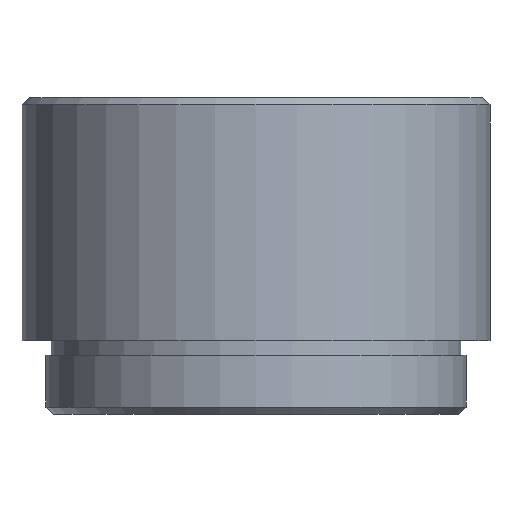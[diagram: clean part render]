
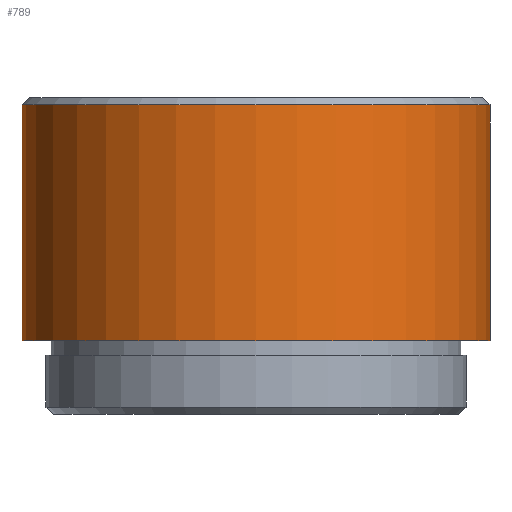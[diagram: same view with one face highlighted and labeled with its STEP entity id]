
A CAD part, front view. The second image highlights one B-rep face of the part: STEP entity #789.
In plain terms, the highlighted cylindrical face has radius 15.878 mm (diameter 31.756 mm), a partial arc.
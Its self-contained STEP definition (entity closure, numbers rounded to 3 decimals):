
#76 = DIRECTION ( 'NONE',  ( 0., 0., -1. ) ) ;
#127 = DIRECTION ( 'NONE',  ( 0., 0., -1. ) ) ;
#194 = VERTEX_POINT ( 'NONE', #1678 ) ;
#306 = AXIS2_PLACEMENT_3D ( 'NONE', #1442, #1337, #1463 ) ;
#336 = LINE ( 'NONE', #1255, #1658 ) ;
#451 = AXIS2_PLACEMENT_3D ( 'NONE', #1697, #509, #1193 ) ;
#457 = CARTESIAN_POINT ( 'NONE',  ( 0., 0., 21. ) ) ;
#459 = ORIENTED_EDGE ( 'NONE', *, *, #1088, .T. ) ;
#509 = DIRECTION ( 'NONE',  ( 0., 0., -1. ) ) ;
#532 = VERTEX_POINT ( 'NONE', #808 ) ;
#580 = ORIENTED_EDGE ( 'NONE', *, *, #607, .T. ) ;
#607 = EDGE_CURVE ( 'NONE', #920, #532, #651, .T. ) ;
#642 = CARTESIAN_POINT ( 'NONE',  ( 15.878, 0., 21.5 ) ) ;
#651 = CIRCLE ( 'NONE', #1401, 15.878 ) ;
#696 = VERTEX_POINT ( 'NONE', #1686 ) ;
#726 = DIRECTION ( 'NONE',  ( 1., 0., 0. ) ) ;
#789 = ADVANCED_FACE ( 'NONE', ( #934 ), #1043, .T. ) ;
#808 = CARTESIAN_POINT ( 'NONE',  ( -15.878, 0., 21. ) ) ;
#810 = EDGE_LOOP ( 'NONE', ( #1296, #580, #459, #1092 ) ) ;
#855 = EDGE_CURVE ( 'NONE', #194, #696, #1035, .T. ) ;
#920 = VERTEX_POINT ( 'NONE', #1541 ) ;
#934 = FACE_OUTER_BOUND ( 'NONE', #810, .T. ) ;
#1035 = CIRCLE ( 'NONE', #451, 15.878 ) ;
#1043 = CYLINDRICAL_SURFACE ( 'NONE', #306, 15.878 ) ;
#1088 = EDGE_CURVE ( 'NONE', #532, #696, #336, .T. ) ;
#1092 = ORIENTED_EDGE ( 'NONE', *, *, #855, .F. ) ;
#1139 = VECTOR ( 'NONE', #127, 1000. ) ;
#1140 = LINE ( 'NONE', #642, #1139 ) ;
#1143 = EDGE_CURVE ( 'NONE', #920, #194, #1140, .T. ) ;
#1193 = DIRECTION ( 'NONE',  ( -1., 0., 0. ) ) ;
#1255 = CARTESIAN_POINT ( 'NONE',  ( -15.878, 0., 21.5 ) ) ;
#1296 = ORIENTED_EDGE ( 'NONE', *, *, #1143, .F. ) ;
#1337 = DIRECTION ( 'NONE',  ( 0., 0., -1. ) ) ;
#1401 = AXIS2_PLACEMENT_3D ( 'NONE', #457, #1663, #726 ) ;
#1442 = CARTESIAN_POINT ( 'NONE',  ( 0., 0., 21.5 ) ) ;
#1463 = DIRECTION ( 'NONE',  ( -1., 0., 0. ) ) ;
#1541 = CARTESIAN_POINT ( 'NONE',  ( 15.878, 0., 21. ) ) ;
#1658 = VECTOR ( 'NONE', #76, 1000. ) ;
#1663 = DIRECTION ( 'NONE',  ( 0., 0., -1. ) ) ;
#1678 = CARTESIAN_POINT ( 'NONE',  ( 15.878, 0., 5. ) ) ;
#1686 = CARTESIAN_POINT ( 'NONE',  ( -15.878, 0., 5. ) ) ;
#1697 = CARTESIAN_POINT ( 'NONE',  ( 0., 0., 5. ) ) ;
